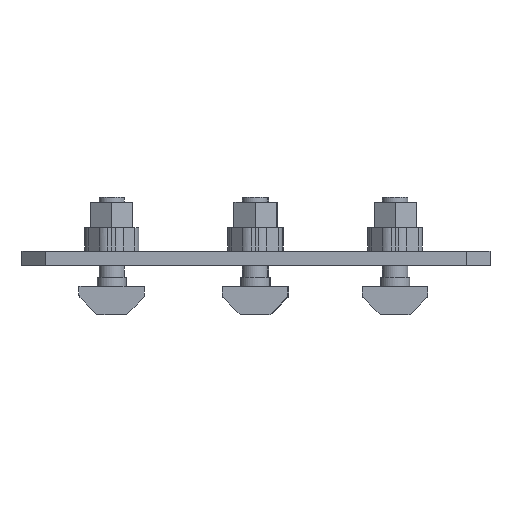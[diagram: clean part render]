
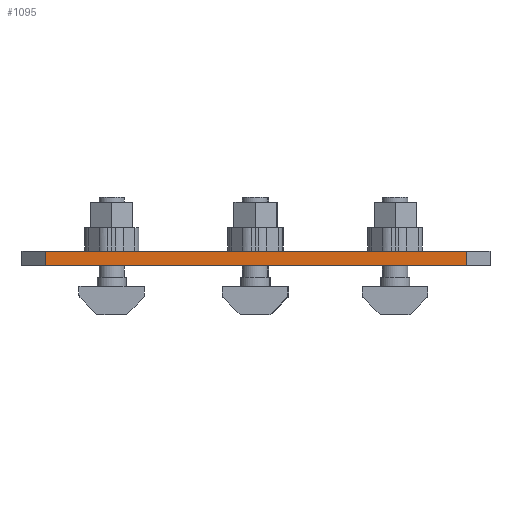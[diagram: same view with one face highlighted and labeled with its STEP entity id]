
A CAD part, front view. The second image highlights one B-rep face of the part: STEP entity #1095.
In plain terms, the highlighted planar face has unit normal (0, -1, 0).
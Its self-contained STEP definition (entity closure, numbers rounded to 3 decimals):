
#85 = ORIENTED_EDGE ( 'NONE', *, *, #656, .F. ) ;
#337 = LINE ( 'NONE', #1314, #1477 ) ;
#451 = FACE_OUTER_BOUND ( 'NONE', #2341, .T. ) ;
#464 = CARTESIAN_POINT ( 'NONE',  ( 90., 0., 0. ) ) ;
#556 = VERTEX_POINT ( 'NONE', #3141 ) ;
#617 = VERTEX_POINT ( 'NONE', #1706 ) ;
#656 = EDGE_CURVE ( 'NONE', #1280, #1718, #1689, .T. ) ;
#721 = DIRECTION ( 'NONE',  ( 0., 0., 1. ) ) ;
#759 = LINE ( 'NONE', #1989, #1933 ) ;
#816 = ORIENTED_EDGE ( 'NONE', *, *, #3105, .F. ) ;
#877 = VECTOR ( 'NONE', #721, 1000. ) ;
#908 = LINE ( 'NONE', #464, #877 ) ;
#931 = ORIENTED_EDGE ( 'NONE', *, *, #1776, .T. ) ;
#937 = EDGE_CURVE ( 'NONE', #556, #1718, #337, .T. ) ;
#1095 = ADVANCED_FACE ( 'NONE', ( #451 ), #1432, .T. ) ;
#1175 = CARTESIAN_POINT ( 'NONE',  ( -90., 0., 6. ) ) ;
#1179 = CARTESIAN_POINT ( 'NONE',  ( 90., 0., 0. ) ) ;
#1280 = VERTEX_POINT ( 'NONE', #2315 ) ;
#1314 = CARTESIAN_POINT ( 'NONE',  ( -90., 0., 6. ) ) ;
#1432 = PLANE ( 'NONE',  #1735 ) ;
#1477 = VECTOR ( 'NONE', #1868, 1000. ) ;
#1689 = LINE ( 'NONE', #1179, #3126 ) ;
#1706 = CARTESIAN_POINT ( 'NONE',  ( 90., 0., 6. ) ) ;
#1718 = VERTEX_POINT ( 'NONE', #2007 ) ;
#1735 = AXIS2_PLACEMENT_3D ( 'NONE', #1175, #3202, #1884 ) ;
#1776 = EDGE_CURVE ( 'NONE', #1280, #617, #908, .T. ) ;
#1868 = DIRECTION ( 'NONE',  ( 0., 0., -1. ) ) ;
#1884 = DIRECTION ( 'NONE',  ( 0., 0., -1. ) ) ;
#1907 = DIRECTION ( 'NONE',  ( -1., 0., 0. ) ) ;
#1933 = VECTOR ( 'NONE', #3043, 1000. ) ;
#1989 = CARTESIAN_POINT ( 'NONE',  ( -90., 0., 6. ) ) ;
#2007 = CARTESIAN_POINT ( 'NONE',  ( -90., 0., 0. ) ) ;
#2239 = ORIENTED_EDGE ( 'NONE', *, *, #937, .T. ) ;
#2315 = CARTESIAN_POINT ( 'NONE',  ( 90., 0., 0. ) ) ;
#2341 = EDGE_LOOP ( 'NONE', ( #816, #2239, #85, #931 ) ) ;
#3043 = DIRECTION ( 'NONE',  ( 1., 0., 0. ) ) ;
#3105 = EDGE_CURVE ( 'NONE', #556, #617, #759, .T. ) ;
#3126 = VECTOR ( 'NONE', #1907, 1000. ) ;
#3141 = CARTESIAN_POINT ( 'NONE',  ( -90., 0., 6. ) ) ;
#3202 = DIRECTION ( 'NONE',  ( 0., -1., 0. ) ) ;
